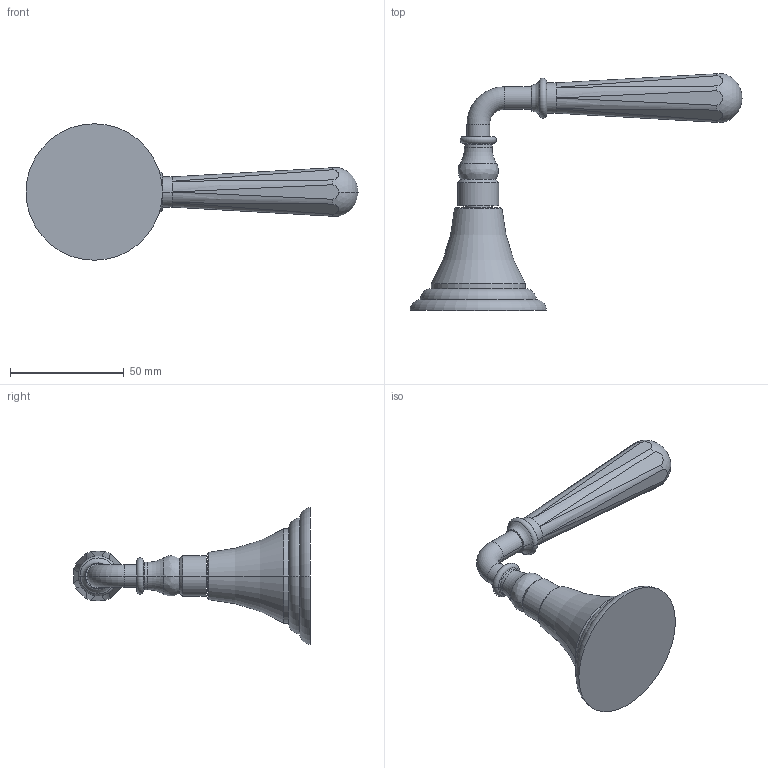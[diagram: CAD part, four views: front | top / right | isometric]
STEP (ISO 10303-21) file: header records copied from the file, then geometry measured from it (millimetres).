
FILE_DESCRIPTION((''),'2;1');
FILE_NAME('3-289','2021-01-01T14:26:48',('jinson.thomas'),(''),'CREO PARAMETRIC BY PTC INC, 2018400','CREO PARAMETRIC BY PTC INC, 2018400','');
FILE_SCHEMA(('CONFIG_CONTROL_DESIGN'));
Length unit declared in the file: inch
Products named in the file (1): 3-289
Bounding box: 145.73 x 104.02 x 59.94 mm (x, y, z)
Volume: 77155.5 mm3; surface area: 17239.1 mm2
Topology: 1 solids, 1 shells, 65 faces, 138 edges, 79 vertices
Faces by surface type: torus 20, plane 15, cylinder 14, bspline 10, cone 4, sphere 2
Entity records: 1974 total; most frequent: CARTESIAN_POINT 518, DIRECTION 332, ORIENTED_EDGE 272, AXIS2_PLACEMENT_3D 149, EDGE_CURVE 136, CIRCLE 94, VERTEX_POINT 79, EDGE_LOOP 71
